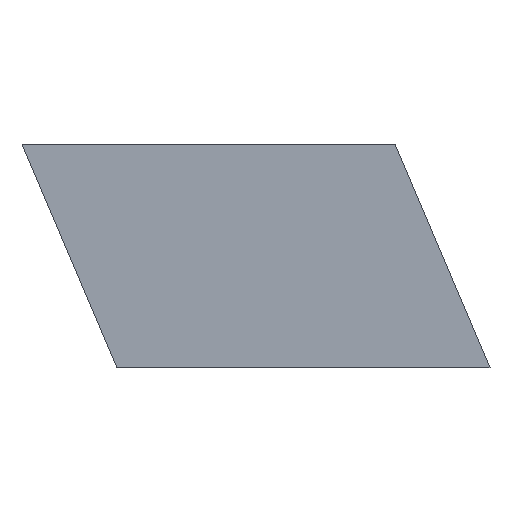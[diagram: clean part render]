
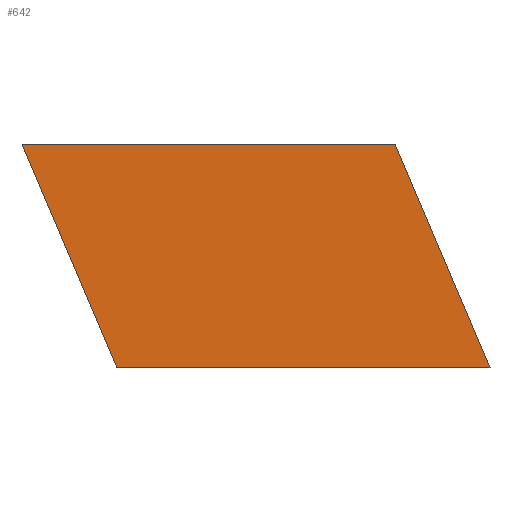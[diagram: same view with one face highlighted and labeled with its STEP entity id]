
A CAD part, front view. The second image highlights one B-rep face of the part: STEP entity #642.
In plain terms, the highlighted planar face has unit normal (0, -1, 0).
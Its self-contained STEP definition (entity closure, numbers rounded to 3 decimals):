
#24 = EDGE_CURVE ( 'NONE', #225, #1234, #648, .T. ) ;
#87 = DIRECTION ( 'NONE',  ( 0., 0., -1. ) ) ;
#150 = ORIENTED_EDGE ( 'NONE', *, *, #556, .F. ) ;
#225 = VERTEX_POINT ( 'NONE', #936 ) ;
#249 = VERTEX_POINT ( 'NONE', #442 ) ;
#254 = LINE ( 'NONE', #669, #1350 ) ;
#255 = VERTEX_POINT ( 'NONE', #1154 ) ;
#434 = EDGE_CURVE ( 'NONE', #1234, #255, #254, .T. ) ;
#442 = CARTESIAN_POINT ( 'NONE',  ( -16.75, 0., 8. ) ) ;
#495 = CARTESIAN_POINT ( 'NONE',  ( 16.75, 0., -8. ) ) ;
#528 = ORIENTED_EDGE ( 'NONE', *, *, #24, .F. ) ;
#541 = LINE ( 'NONE', #1148, #608 ) ;
#556 = EDGE_CURVE ( 'NONE', #255, #249, #1209, .T. ) ;
#596 = CARTESIAN_POINT ( 'NONE',  ( -16.75, 0., 8. ) ) ;
#603 = FACE_OUTER_BOUND ( 'NONE', #1284, .T. ) ;
#608 = VECTOR ( 'NONE', #939, 1000. ) ;
#642 = ADVANCED_FACE ( 'NONE', ( #603 ), #900, .T. ) ;
#648 = LINE ( 'NONE', #1010, #810 ) ;
#650 = ORIENTED_EDGE ( 'NONE', *, *, #434, .F. ) ;
#669 = CARTESIAN_POINT ( 'NONE',  ( -9.958, 0., -8. ) ) ;
#810 = VECTOR ( 'NONE', #1298, 1000. ) ;
#846 = DIRECTION ( 'NONE',  ( -1., 0., 0. ) ) ;
#900 = PLANE ( 'NONE',  #951 ) ;
#936 = CARTESIAN_POINT ( 'NONE',  ( 9.958, 0., 8. ) ) ;
#939 = DIRECTION ( 'NONE',  ( 1., 0., 0. ) ) ;
#951 = AXIS2_PLACEMENT_3D ( 'NONE', #1114, #1325, #87 ) ;
#1010 = CARTESIAN_POINT ( 'NONE',  ( 9.958, 0., 8. ) ) ;
#1112 = DIRECTION ( 'NONE',  ( -0.391, 0., 0.921 ) ) ;
#1114 = CARTESIAN_POINT ( 'NONE',  ( 0., 0., 0. ) ) ;
#1129 = VECTOR ( 'NONE', #1112, 1000. ) ;
#1148 = CARTESIAN_POINT ( 'NONE',  ( -16.75, 0., 8. ) ) ;
#1154 = CARTESIAN_POINT ( 'NONE',  ( -9.958, 0., -8. ) ) ;
#1209 = LINE ( 'NONE', #596, #1129 ) ;
#1234 = VERTEX_POINT ( 'NONE', #495 ) ;
#1254 = ORIENTED_EDGE ( 'NONE', *, *, #1310, .F. ) ;
#1284 = EDGE_LOOP ( 'NONE', ( #150, #650, #528, #1254 ) ) ;
#1298 = DIRECTION ( 'NONE',  ( 0.391, 0., -0.921 ) ) ;
#1310 = EDGE_CURVE ( 'NONE', #249, #225, #541, .T. ) ;
#1325 = DIRECTION ( 'NONE',  ( 0., -1., 0. ) ) ;
#1350 = VECTOR ( 'NONE', #846, 1000. ) ;
